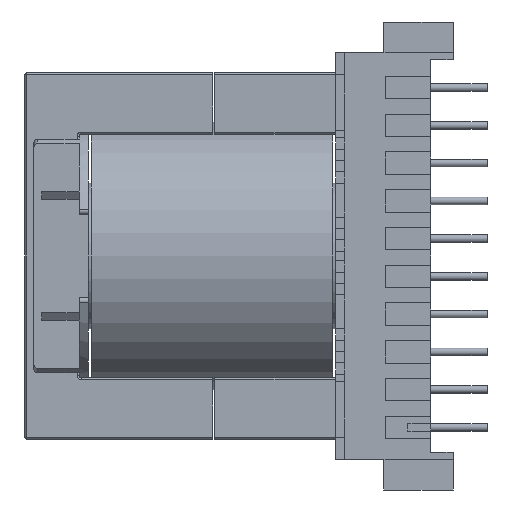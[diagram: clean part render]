
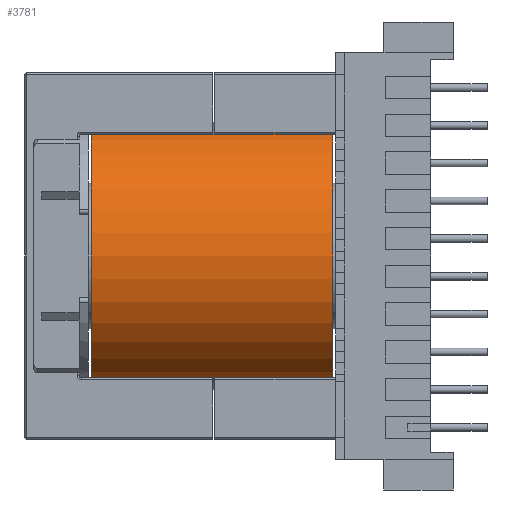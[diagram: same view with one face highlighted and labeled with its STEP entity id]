
A CAD part, left-side view. The second image highlights one B-rep face of the part: STEP entity #3781.
In plain terms, the highlighted cylindrical face has radius 17.75 mm (diameter 35.5 mm), a partial arc.
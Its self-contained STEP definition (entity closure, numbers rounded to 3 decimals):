
#203 = ORIENTED_EDGE ( 'NONE', *, *, #8560, .T. ) ;
#360 = DIRECTION ( 'NONE',  ( 0., 1., 0. ) ) ;
#1571 = CARTESIAN_POINT ( 'NONE',  ( 0., 32., -17.75 ) ) ;
#1781 = DIRECTION ( 'NONE',  ( 0., 0., -1. ) ) ;
#2124 = DIRECTION ( 'NONE',  ( 0., -1., 0. ) ) ;
#2841 = FACE_OUTER_BOUND ( 'NONE', #12947, .T. ) ;
#2955 = CARTESIAN_POINT ( 'NONE',  ( 0., 32., 17.75 ) ) ;
#3099 = CARTESIAN_POINT ( 'NONE',  ( 0., 0., 17.75 ) ) ;
#3489 = ORIENTED_EDGE ( 'NONE', *, *, #9071, .F. ) ;
#3781 = ADVANCED_FACE ( 'NONE', ( #2841 ), #6266, .T. ) ;
#3984 = CARTESIAN_POINT ( 'NONE',  ( 0., 32., 0. ) ) ;
#4669 = AXIS2_PLACEMENT_3D ( 'NONE', #8642, #8778, #9795 ) ;
#5130 = CARTESIAN_POINT ( 'NONE',  ( 0., 32., 0. ) ) ;
#5134 = AXIS2_PLACEMENT_3D ( 'NONE', #3984, #10563, #1781 ) ;
#5281 = ORIENTED_EDGE ( 'NONE', *, *, #10513, .F. ) ;
#5353 = CIRCLE ( 'NONE', #4669, 17.75 ) ;
#5715 = DIRECTION ( 'NONE',  ( 0., 0., 1. ) ) ;
#6037 = CIRCLE ( 'NONE', #10599, 17.75 ) ;
#6266 = CYLINDRICAL_SURFACE ( 'NONE', #5134, 17.75 ) ;
#7368 = CARTESIAN_POINT ( 'NONE',  ( 0., 0., -17.75 ) ) ;
#7393 = VECTOR ( 'NONE', #7459, 1000. ) ;
#7459 = DIRECTION ( 'NONE',  ( 0., -1., 0. ) ) ;
#7737 = VERTEX_POINT ( 'NONE', #1571 ) ;
#7757 = CARTESIAN_POINT ( 'NONE',  ( 0., 32., 17.75 ) ) ;
#8109 = VECTOR ( 'NONE', #2124, 1000. ) ;
#8560 = EDGE_CURVE ( 'NONE', #7737, #8905, #10539, .T. ) ;
#8642 = CARTESIAN_POINT ( 'NONE',  ( 0., 0., 0. ) ) ;
#8778 = DIRECTION ( 'NONE',  ( 0., 1., 0. ) ) ;
#8905 = VERTEX_POINT ( 'NONE', #7368 ) ;
#9071 = EDGE_CURVE ( 'NONE', #7737, #9885, #6037, .T. ) ;
#9775 = LINE ( 'NONE', #7757, #8109 ) ;
#9795 = DIRECTION ( 'NONE',  ( 0., 0., 1. ) ) ;
#9885 = VERTEX_POINT ( 'NONE', #2955 ) ;
#10513 = EDGE_CURVE ( 'NONE', #9885, #12304, #9775, .T. ) ;
#10539 = LINE ( 'NONE', #13999, #7393 ) ;
#10563 = DIRECTION ( 'NONE',  ( 0., -1., 0. ) ) ;
#10599 = AXIS2_PLACEMENT_3D ( 'NONE', #5130, #360, #5715 ) ;
#11065 = ORIENTED_EDGE ( 'NONE', *, *, #11225, .T. ) ;
#11225 = EDGE_CURVE ( 'NONE', #8905, #12304, #5353, .T. ) ;
#12304 = VERTEX_POINT ( 'NONE', #3099 ) ;
#12947 = EDGE_LOOP ( 'NONE', ( #5281, #3489, #203, #11065 ) ) ;
#13999 = CARTESIAN_POINT ( 'NONE',  ( 0., 32., -17.75 ) ) ;
